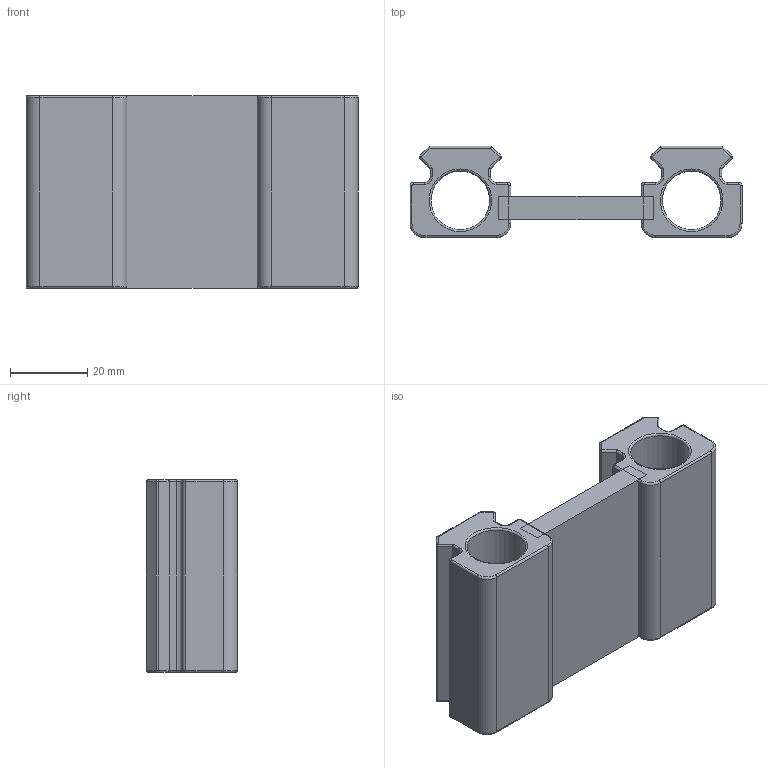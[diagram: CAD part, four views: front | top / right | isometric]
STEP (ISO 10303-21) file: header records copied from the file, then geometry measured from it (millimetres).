
FILE_DESCRIPTION(('FreeCAD Model'),'2;1');
FILE_NAME('Open CASCADE Shape Model','2022-11-01T11:21:03',( 'G. Adam Stanislav'),('Pantarheon'), 'Open CASCADE STEP processor 7.6','FreeCAD','Unknown');
FILE_SCHEMA(('AUTOMOTIVE_DESIGN { 1 0 10303 214 1 1 1 1 }'));
Length unit declared in the file: millimetre
Products named in the file (4): NAR15mmRails50mm; Array017; NAR15mm50mm; Cube003
Assembly tree (4 placements, depth 3):
  NAR15mmRails50mm
    Array017
      NAR15mm50mm  x2
    Cube003
Bounding box: 86.14 x 23.63 x 50 mm (x, y, z)
Volume: 46928.4 mm3; surface area: 21084.1 mm2
Topology: 3 solids, 3 shells, 136 faces, 306 edges, 176 vertices
Faces by surface type: cylinder 70, plane 38, torus 20, revolution 8
Full cylindrical faces by diameter (mm): 15.25 x2
Entity records: 4292 total; most frequent: CARTESIAN_POINT 915, DIRECTION 655, LINE 361, VECTOR 361, ORIENTED_EDGE 318, PCURVE 318, DEFINITIONAL_REPRESENTATION 318, EDGE_CURVE 159
